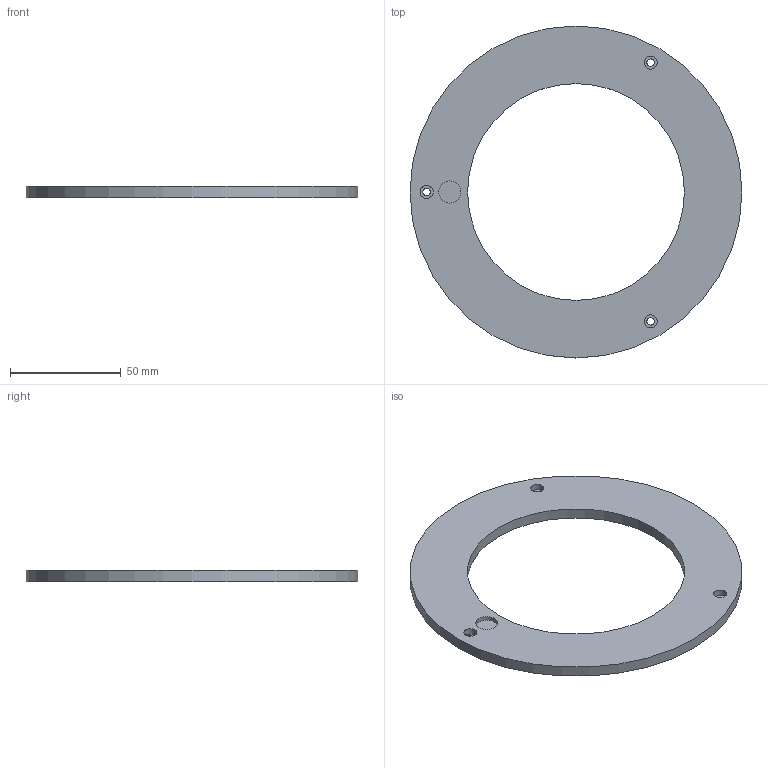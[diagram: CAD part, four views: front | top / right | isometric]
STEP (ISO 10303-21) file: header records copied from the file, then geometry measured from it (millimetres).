
FILE_DESCRIPTION(('FreeCAD Model'),'2;1');
FILE_NAME('Open CASCADE Shape Model','2025-04-17T18:23:49',(''),(''), 'Open CASCADE STEP processor 7.8','FreeCAD','Unknown');
FILE_SCHEMA(('AUTOMOTIVE_DESIGN { 1 0 10303 214 1 1 1 1 }'));
Length unit declared in the file: millimetre
Products named in the file (1): BaseBearingFix
Bounding box: 150 x 150 x 5 mm (x, y, z)
Volume: 50184.9 mm3; surface area: 24391.8 mm2
Topology: 1 solids, 1 shells, 15 faces, 27 edges, 18 vertices
Faces by surface type: cylinder 9, plane 6
Full cylindrical faces by diameter (mm): 3.4 x3, 5.9 x3, 10 x1, 98 x1, 150 x1
Entity records: 417 total; most frequent: DIRECTION 77, CARTESIAN_POINT 61, ORIENTED_EDGE 54, AXIS2_PLACEMENT_3D 34, FACE_BOUND 27, EDGE_LOOP 27, EDGE_CURVE 27, VERTEX_POINT 18
